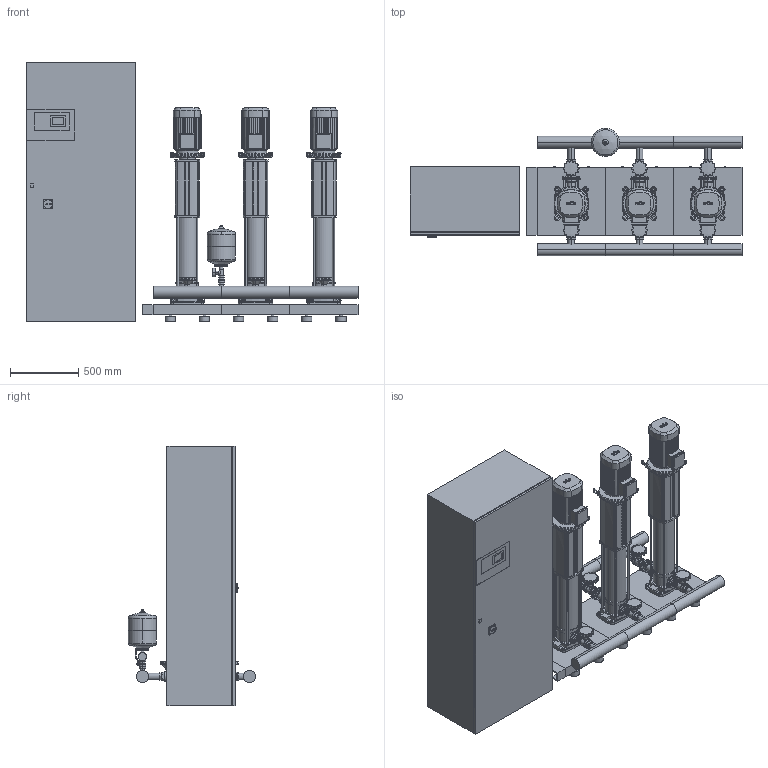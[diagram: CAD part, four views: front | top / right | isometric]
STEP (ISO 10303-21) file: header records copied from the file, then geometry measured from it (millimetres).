
FILE_DESCRIPTION((''),'2;1');
FILE_NAME('3d_COR-3HELIXV1610_K_CC-01-2532271.stp','2016-01-22T13:57:54',(''),(''),'Mechanical Desktop 2009','Mechanical Desktop 2009',', , ');
FILE_SCHEMA(('CONFIG_CONTROL_DESIGN'));
Length unit declared in the file: millimetre
Products named in the file (1): Product
Bounding box: 2430 x 932.45 x 1900 mm (x, y, z)
Volume: 899714677.6 mm3; surface area: 17112915.4 mm2
Topology: 154 solids, 154 shells, 6032 faces, 15987 edges, 10497 vertices
Faces by surface type: plane 2767, bspline 1573, cylinder 1338, cone 246, torus 88, sphere 20
Entity records: 198520 total; most frequent: CARTESIAN_POINT 48609, ORIENTED_EDGE 31950, DIRECTION 28745, EDGE_CURVE 15975, VECTOR 10807, LINE 10807, VERTEX_POINT 10492, AXIS2_PLACEMENT_3D 8969
